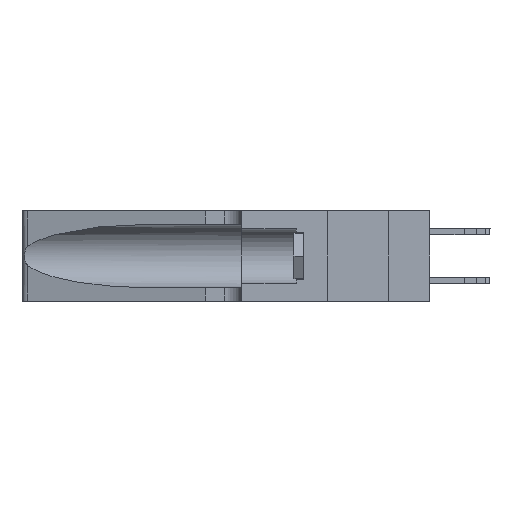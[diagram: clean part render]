
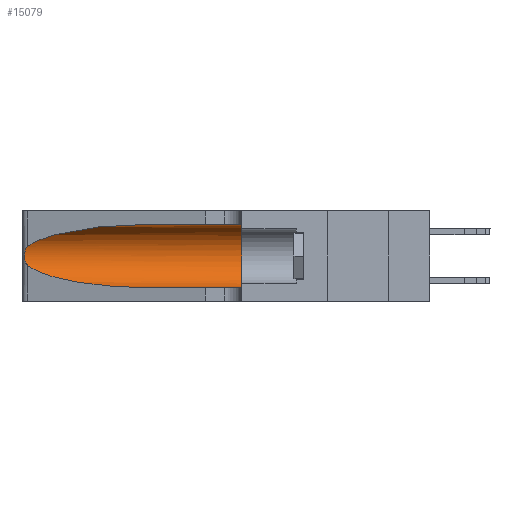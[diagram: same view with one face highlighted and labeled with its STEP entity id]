
A CAD part, left-side view. The second image highlights one B-rep face of the part: STEP entity #15079.
In plain terms, the highlighted cylindrical face has radius 3.308 mm (diameter 6.617 mm), a partial arc.
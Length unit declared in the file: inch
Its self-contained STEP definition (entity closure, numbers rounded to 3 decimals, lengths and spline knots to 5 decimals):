
#259 = VERTEX_POINT ( 'NONE', #15507 ) ;
#802 = CARTESIAN_POINT ( 'NONE',  ( 0.25487, 1.22718, 0.22369 ) ) ;
#1842 = CARTESIAN_POINT ( 'NONE',  ( 0.25787, 1.23484, 0.2124 ) ) ;
#1921 = DIRECTION ( 'NONE',  ( 0., 1., 0. ) ) ;
#1935 = EDGE_LOOP ( 'NONE', ( #4839, #30777, #4042, #29199, #19204, #30699 ) ) ;
#1962 = CARTESIAN_POINT ( 'NONE',  ( 0.26075, 1.23896, 0.178 ) ) ;
#2188 = CARTESIAN_POINT ( 'NONE',  ( 0.1305, 1.61858, 0.31525 ) ) ;
#4042 = ORIENTED_EDGE ( 'NONE', *, *, #24273, .T. ) ;
#4516 = CARTESIAN_POINT ( 'NONE',  ( 0.25487, 1.22718, 0.22369 ) ) ;
#4546 = CARTESIAN_POINT ( 'NONE',  ( 0.25789, 1.23486, 0.15765 ) ) ;
#4839 = ORIENTED_EDGE ( 'NONE', *, *, #8750, .T. ) ;
#5103 = CIRCLE ( 'NONE', #21223, 0.13025 ) ;
#6090 = AXIS2_PLACEMENT_3D ( 'NONE', #9341, #14492, #11553 ) ;
#6731 = VECTOR ( 'NONE', #8454, 39.37008 ) ;
#7114 = CARTESIAN_POINT ( 'NONE',  ( 0.25555, 1.22993, 0.14849 ) ) ;
#8383 = VERTEX_POINT ( 'NONE', #24915 ) ;
#8454 = DIRECTION ( 'NONE',  ( 0., -1., 0. ) ) ;
#8750 = EDGE_CURVE ( 'NONE', #24393, #23934, #14450, .T. ) ;
#8882 = VECTOR ( 'NONE', #22679, 39.37008 ) ;
#9341 = CARTESIAN_POINT ( 'NONE',  ( 0.1305, 1.61858, 0.185 ) ) ;
#9909 = CARTESIAN_POINT ( 'NONE',  ( 0.26018, 1.23835, 0.19895 ) ) ;
#11087 = LINE ( 'NONE', #28985, #6731 ) ;
#11553 = DIRECTION ( 'NONE',  ( 0., 0., -1. ) ) ;
#12247 = CARTESIAN_POINT ( 'NONE',  ( 0.26075, 1.23896, 0.19203 ) ) ;
#13405 = EDGE_CURVE ( 'NONE', #259, #25963, #11087, .T. ) ;
#14327 = CARTESIAN_POINT ( 'NONE',  ( 0.1305, 0.35, 0.05475 ) ) ;
#14450 =( BOUNDED_CURVE ( )  B_SPLINE_CURVE ( 3, ( #17985, #15610, #18181, #802 ),
 .UNSPECIFIED., .F., .F. ) 
 B_SPLINE_CURVE_WITH_KNOTS ( ( 4, 4 ),
 ( 1.5708, 2.84003 ),
 .UNSPECIFIED. ) 
 CURVE ( )  GEOMETRIC_REPRESENTATION_ITEM ( )  RATIONAL_B_SPLINE_CURVE ( ( 1., 0.87, 0.87, 1. ) ) 
 REPRESENTATION_ITEM ( '' )  );
#14492 = DIRECTION ( 'NONE',  ( 0., -1., 0. ) ) ;
#15079 = ADVANCED_FACE ( 'NONE', ( #29113 ), #17115, .F. ) ;
#15507 = CARTESIAN_POINT ( 'NONE',  ( 0.1305, 0.72297, 0.05475 ) ) ;
#15610 = CARTESIAN_POINT ( 'NONE',  ( 0.18966, 0.96281, 0.31525 ) ) ;
#16430 = CARTESIAN_POINT ( 'NONE',  ( 0.1305, 0.72297, 0.31525 ) ) ;
#16672 = EDGE_CURVE ( 'NONE', #23934, #8383, #29858, .T. ) ;
#17040 = CARTESIAN_POINT ( 'NONE',  ( 0.26017, 1.23833, 0.17102 ) ) ;
#17115 = CYLINDRICAL_SURFACE ( 'NONE', #6090, 0.13025 ) ;
#17306 =( BOUNDED_CURVE ( )  B_SPLINE_CURVE ( 3, ( #20103, #25356, #30188, #33011 ),
 .UNSPECIFIED., .F., .F. ) 
 B_SPLINE_CURVE_WITH_KNOTS ( ( 4, 4 ),
 ( 3.44316, 4.71239 ),
 .UNSPECIFIED. ) 
 CURVE ( )  GEOMETRIC_REPRESENTATION_ITEM ( )  RATIONAL_B_SPLINE_CURVE ( ( 1., 0.87, 0.87, 1. ) ) 
 REPRESENTATION_ITEM ( '' )  );
#17385 = CARTESIAN_POINT ( 'NONE',  ( 0.25487, 1.22718, 0.14631 ) ) ;
#17985 = CARTESIAN_POINT ( 'NONE',  ( 0.1305, 0.72297, 0.31525 ) ) ;
#18181 = CARTESIAN_POINT ( 'NONE',  ( 0.2373, 1.15595, 0.28018 ) ) ;
#18767 = EDGE_CURVE ( 'NONE', #24393, #19151, #25331, .T. ) ;
#19151 = VERTEX_POINT ( 'NONE', #20301 ) ;
#19204 = ORIENTED_EDGE ( 'NONE', *, *, #23063, .F. ) ;
#19863 = CARTESIAN_POINT ( 'NONE',  ( 0.25856, 1.23593, 0.16098 ) ) ;
#20103 = CARTESIAN_POINT ( 'NONE',  ( 0.25487, 1.22718, 0.14631 ) ) ;
#20301 = CARTESIAN_POINT ( 'NONE',  ( 0.1305, 0.35, 0.31525 ) ) ;
#21223 = AXIS2_PLACEMENT_3D ( 'NONE', #22071, #1921, #30134 ) ;
#21872 = CARTESIAN_POINT ( 'NONE',  ( 0.25555, 1.22994, 0.2215 ) ) ;
#22071 = CARTESIAN_POINT ( 'NONE',  ( 0.1305, 0.35, 0.185 ) ) ;
#22327 = CARTESIAN_POINT ( 'NONE',  ( 0.25854, 1.2359, 0.20912 ) ) ;
#22679 = DIRECTION ( 'NONE',  ( 0., -1., 0. ) ) ;
#23063 = EDGE_CURVE ( 'NONE', #19151, #25963, #5103, .T. ) ;
#23934 = VERTEX_POINT ( 'NONE', #4516 ) ;
#24273 = EDGE_CURVE ( 'NONE', #8383, #259, #17306, .T. ) ;
#24393 = VERTEX_POINT ( 'NONE', #16430 ) ;
#24915 = CARTESIAN_POINT ( 'NONE',  ( 0.25487, 1.22718, 0.14631 ) ) ;
#25331 = LINE ( 'NONE', #2188, #8882 ) ;
#25356 = CARTESIAN_POINT ( 'NONE',  ( 0.2373, 1.15595, 0.08982 ) ) ;
#25963 = VERTEX_POINT ( 'NONE', #14327 ) ;
#27469 = CARTESIAN_POINT ( 'NONE',  ( 0.25639, 1.23186, 0.15144 ) ) ;
#28985 = CARTESIAN_POINT ( 'NONE',  ( 0.1305, 1.61858, 0.05475 ) ) ;
#29113 = FACE_OUTER_BOUND ( 'NONE', #1935, .T. ) ;
#29199 = ORIENTED_EDGE ( 'NONE', *, *, #13405, .T. ) ;
#29858 = B_SPLINE_CURVE_WITH_KNOTS ( 'NONE', 3,
 ( #32075, #21872, #32657, #1842, #22327, #9909, #12247, #1962, #17040, #19863, #4546, #27469, #7114, #17385 ),
 .UNSPECIFIED., .F., .F.,
 ( 4, 2, 2, 2, 2, 2, 4 ),
 ( 0., 0.00027, 0.00053, 0.00107, 0.0016, 0.00187, 0.00214 ),
 .UNSPECIFIED. ) ;
#30134 = DIRECTION ( 'NONE',  ( 0., 0., 1. ) ) ;
#30188 = CARTESIAN_POINT ( 'NONE',  ( 0.18966, 0.96281, 0.05475 ) ) ;
#30699 = ORIENTED_EDGE ( 'NONE', *, *, #18767, .F. ) ;
#30777 = ORIENTED_EDGE ( 'NONE', *, *, #16672, .T. ) ;
#32075 = CARTESIAN_POINT ( 'NONE',  ( 0.25487, 1.22718, 0.22369 ) ) ;
#32657 = CARTESIAN_POINT ( 'NONE',  ( 0.25639, 1.23184, 0.21858 ) ) ;
#33011 = CARTESIAN_POINT ( 'NONE',  ( 0.1305, 0.72297, 0.05475 ) ) ;
